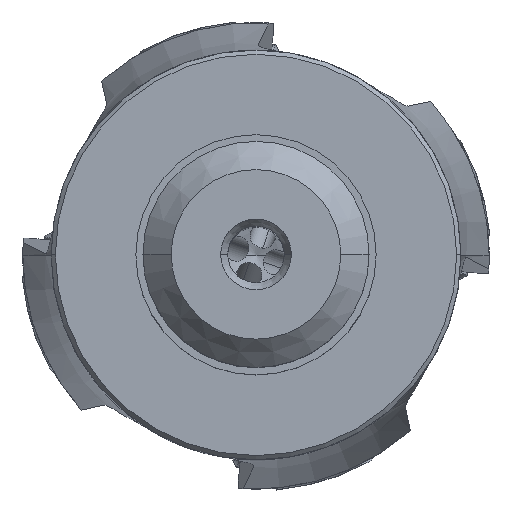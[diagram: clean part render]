
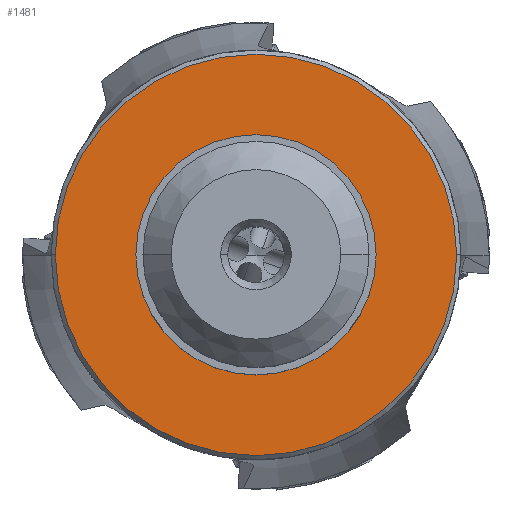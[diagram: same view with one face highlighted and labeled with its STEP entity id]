
A CAD part, top view. The second image highlights one B-rep face of the part: STEP entity #1481.
In plain terms, the highlighted planar face has unit normal (0, 0, 1).
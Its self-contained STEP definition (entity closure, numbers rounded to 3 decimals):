
#231=PLANE('',#9641);
#514=FACE_BOUND('',#2548,.T.);
#515=FACE_BOUND('',#2549,.T.);
#1481=ADVANCED_FACE('',(#514,#515),#231,.T.);
#2548=EDGE_LOOP('',(#4441,#4442,#4443));
#2549=EDGE_LOOP('',(#4444,#4445));
#3054=CIRCLE('',#9635,8.5);
#3055=CIRCLE('',#9637,14.2);
#3056=CIRCLE('',#9638,14.2);
#3057=CIRCLE('',#9639,14.2);
#3058=CIRCLE('',#9640,8.5);
#4441=ORIENTED_EDGE('',*,*,#7812,.F.);
#4442=ORIENTED_EDGE('',*,*,#7813,.F.);
#4443=ORIENTED_EDGE('',*,*,#7814,.F.);
#4444=ORIENTED_EDGE('',*,*,#7811,.F.);
#4445=ORIENTED_EDGE('',*,*,#7815,.F.);
#6692=VERTEX_POINT('',#17785);
#6693=VERTEX_POINT('',#17787);
#6694=VERTEX_POINT('',#17791);
#6695=VERTEX_POINT('',#17792);
#6696=VERTEX_POINT('',#17794);
#7811=EDGE_CURVE('',#6693,#6692,#3054,.T.);
#7812=EDGE_CURVE('',#6694,#6695,#3055,.T.);
#7813=EDGE_CURVE('',#6696,#6694,#3056,.T.);
#7814=EDGE_CURVE('',#6695,#6696,#3057,.T.);
#7815=EDGE_CURVE('',#6692,#6693,#3058,.T.);
#9635=AXIS2_PLACEMENT_3D('',#17788,#11217,#11218);
#9637=AXIS2_PLACEMENT_3D('',#17790,#11221,#11222);
#9638=AXIS2_PLACEMENT_3D('',#17793,#11223,#11224);
#9639=AXIS2_PLACEMENT_3D('',#17795,#11225,#11226);
#9640=AXIS2_PLACEMENT_3D('',#17796,#11227,#11228);
#9641=AXIS2_PLACEMENT_3D('',#17797,#11229,#11230);
#11217=DIRECTION('',(0.,0.,1.));
#11218=DIRECTION('',(1.,0.,0.));
#11221=DIRECTION('',(0.,0.,-1.));
#11222=DIRECTION('',(-1.,0.,0.));
#11223=DIRECTION('',(0.,0.,-1.));
#11224=DIRECTION('',(1.,-0.002,0.));
#11225=DIRECTION('',(0.,0.,-1.));
#11226=DIRECTION('',(1.,0.,0.));
#11227=DIRECTION('',(0.,0.,1.));
#11228=DIRECTION('',(-1.,0.,0.));
#11229=DIRECTION('',(0.,0.,1.));
#11230=DIRECTION('',(-1.,0.,0.));
#17785=CARTESIAN_POINT('',(-8.5,0.,0.));
#17787=CARTESIAN_POINT('',(8.5,0.,0.));
#17788=CARTESIAN_POINT('',(0.,0.,0.));
#17790=CARTESIAN_POINT('',(0.,0.,0.));
#17791=CARTESIAN_POINT('',(-14.2,0.,0.));
#17792=CARTESIAN_POINT('',(14.2,0.,0.));
#17793=CARTESIAN_POINT('',(0.,0.,0.));
#17794=CARTESIAN_POINT('',(14.2,-0.022,0.));
#17795=CARTESIAN_POINT('',(0.,0.,0.));
#17796=CARTESIAN_POINT('',(0.,0.,0.));
#17797=CARTESIAN_POINT('',(0.,0.,0.));
